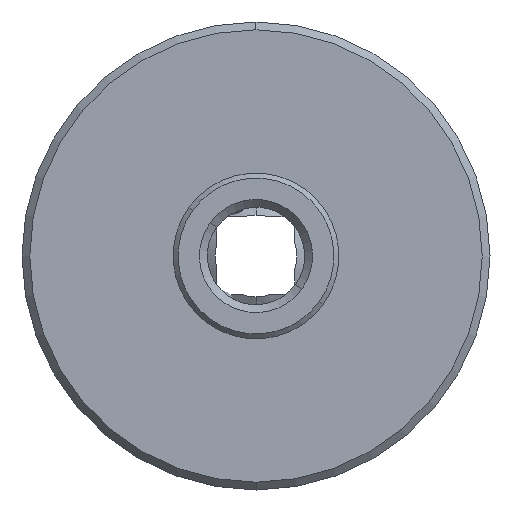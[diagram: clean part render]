
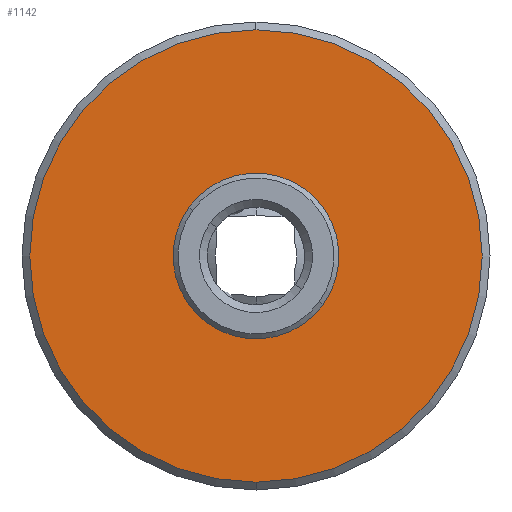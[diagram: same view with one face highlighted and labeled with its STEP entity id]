
A CAD part, left-side view. The second image highlights one B-rep face of the part: STEP entity #1142.
In plain terms, the highlighted planar face has unit normal (-1, 0, 0).
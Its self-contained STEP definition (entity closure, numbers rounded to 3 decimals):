
#33 = DIRECTION ( 'NONE',  ( 0., 0., -1. ) ) ;
#34 = DIRECTION ( 'NONE',  ( 1., 0., 0. ) ) ;
#36 = CARTESIAN_POINT ( 'NONE',  ( 0., 0., 0. ) ) ;
#114 = ORIENTED_EDGE ( 'NONE', *, *, #122, .F. ) ;
#122 = EDGE_CURVE ( 'NONE', #1221, #2430, #2102, .T. ) ;
#206 = CARTESIAN_POINT ( 'NONE',  ( 0., 0., 7.5 ) ) ;
#289 = ORIENTED_EDGE ( 'NONE', *, *, #2135, .F. ) ;
#397 = CARTESIAN_POINT ( 'NONE',  ( 0., 0., 23.2 ) ) ;
#566 = CARTESIAN_POINT ( 'NONE',  ( 0., 0., 0. ) ) ;
#567 = DIRECTION ( 'NONE',  ( 1., 0., 0. ) ) ;
#568 = DIRECTION ( 'NONE',  ( 0., 0., -1. ) ) ;
#621 = DIRECTION ( 'NONE',  ( 1., 0., 0. ) ) ;
#631 = DIRECTION ( 'NONE',  ( 0., 0., -1. ) ) ;
#664 = CARTESIAN_POINT ( 'NONE',  ( 0., 0., 0. ) ) ;
#699 = AXIS2_PLACEMENT_3D ( 'NONE', #566, #567, #568 ) ;
#763 = EDGE_LOOP ( 'NONE', ( #2462, #2235 ) ) ;
#970 = AXIS2_PLACEMENT_3D ( 'NONE', #664, #621, #631 ) ;
#1001 = AXIS2_PLACEMENT_3D ( 'NONE', #2391, #2385, #2403 ) ;
#1013 = AXIS2_PLACEMENT_3D ( 'NONE', #36, #34, #33 ) ;
#1058 = CIRCLE ( 'NONE', #970, 7.5 ) ;
#1108 = CIRCLE ( 'NONE', #1001, 7.5 ) ;
#1141 = CIRCLE ( 'NONE', #1013, 23.2 ) ;
#1142 = ADVANCED_FACE ( 'NONE', ( #1753, #1742 ), #1553, .T. ) ;
#1200 = CARTESIAN_POINT ( 'NONE',  ( 0., 0., -23.2 ) ) ;
#1221 = VERTEX_POINT ( 'NONE', #397 ) ;
#1281 = CARTESIAN_POINT ( 'NONE',  ( 0., 0., -7.5 ) ) ;
#1467 = AXIS2_PLACEMENT_3D ( 'NONE', #1563, #1585, #1581 ) ;
#1480 = EDGE_LOOP ( 'NONE', ( #289, #114 ) ) ;
#1553 = PLANE ( 'NONE',  #1467 ) ;
#1563 = CARTESIAN_POINT ( 'NONE',  ( 0., 23.2, 0. ) ) ;
#1581 = DIRECTION ( 'NONE',  ( 0., 0., 1. ) ) ;
#1585 = DIRECTION ( 'NONE',  ( -1., 0., 0. ) ) ;
#1742 = FACE_OUTER_BOUND ( 'NONE', #1480, .T. ) ;
#1753 = FACE_BOUND ( 'NONE', #763, .T. ) ;
#1771 = VERTEX_POINT ( 'NONE', #206 ) ;
#2102 = CIRCLE ( 'NONE', #699, 23.2 ) ;
#2135 = EDGE_CURVE ( 'NONE', #2430, #1221, #1141, .T. ) ;
#2150 = EDGE_CURVE ( 'NONE', #2396, #1771, #1108, .T. ) ;
#2201 = EDGE_CURVE ( 'NONE', #1771, #2396, #1058, .T. ) ;
#2235 = ORIENTED_EDGE ( 'NONE', *, *, #2201, .T. ) ;
#2385 = DIRECTION ( 'NONE',  ( 1., 0., 0. ) ) ;
#2391 = CARTESIAN_POINT ( 'NONE',  ( 0., 0., 0. ) ) ;
#2396 = VERTEX_POINT ( 'NONE', #1281 ) ;
#2403 = DIRECTION ( 'NONE',  ( 0., 0., -1. ) ) ;
#2430 = VERTEX_POINT ( 'NONE', #1200 ) ;
#2462 = ORIENTED_EDGE ( 'NONE', *, *, #2150, .T. ) ;
